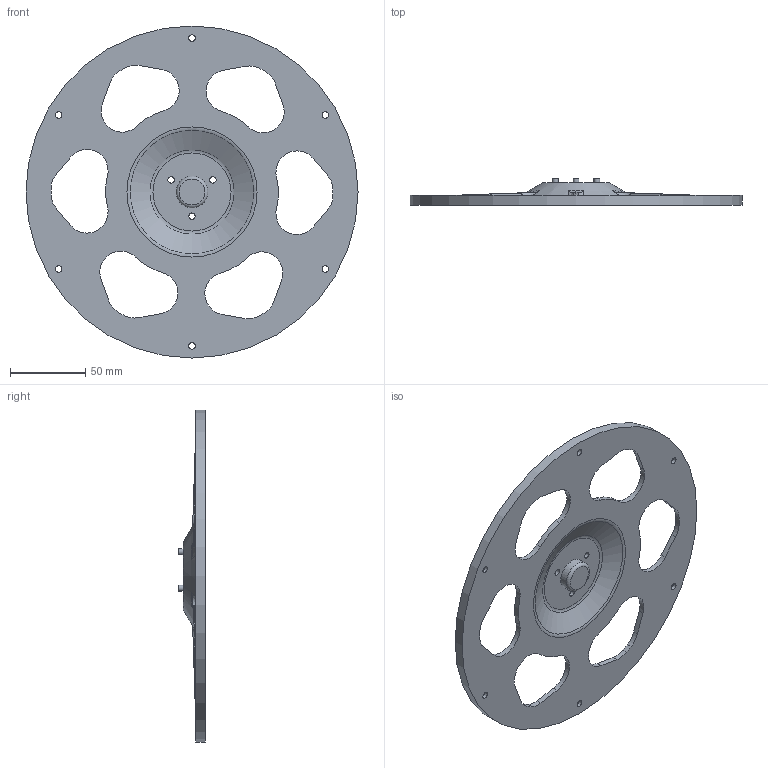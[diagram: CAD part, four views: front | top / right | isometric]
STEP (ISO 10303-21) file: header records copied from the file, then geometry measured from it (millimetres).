
FILE_DESCRIPTION(/* description */ (''),/* implementation_level */ '2;1');
FILE_NAME(/* name */ 'navimow_i_6_blade_220mm.step',/* time_stamp */ '2024-07-26T14:23:46+02:00',/* author */ (''),/* organization */ (''),/* preprocessor_version */ 'ST-DEVELOPER v20',/* originating_system */ 'Autodesk Translation Framework v12.20.1.177',/* authorisation */ '');
FILE_SCHEMA (('AUTOMOTIVE_DESIGN { 1 0 10303 214 3 1 1 }'));
Length unit declared in the file: millimetre
Products named in the file (2): navimow_model_i_cut_disc_220_dia; navimow_cut_disc v5
Assembly tree (1 placements, depth 2):
  navimow_model_i_cut_disc_220_dia
    navimow_cut_disc v5
Bounding box: 220 x 17.8 x 220 mm (x, y, z)
Volume: 131459.9 mm3; surface area: 69455 mm2
Topology: 1 solids, 1 shells, 264 faces, 681 edges, 432 vertices
Faces by surface type: plane 105, cylinder 87, bspline 48, torus 16, cone 8
Full cylindrical faces by diameter (mm): 3.9 x3, 4.2 x3, 4.3 x6, 16.5 x1, 21 x1, 220 x1
Entity records: 9660 total; most frequent: CARTESIAN_POINT 3302, ORIENTED_EDGE 1362, DIRECTION 1237, EDGE_CURVE 681, AXIS2_PLACEMENT_3D 463, VERTEX_POINT 432, LINE 311, VECTOR 311
